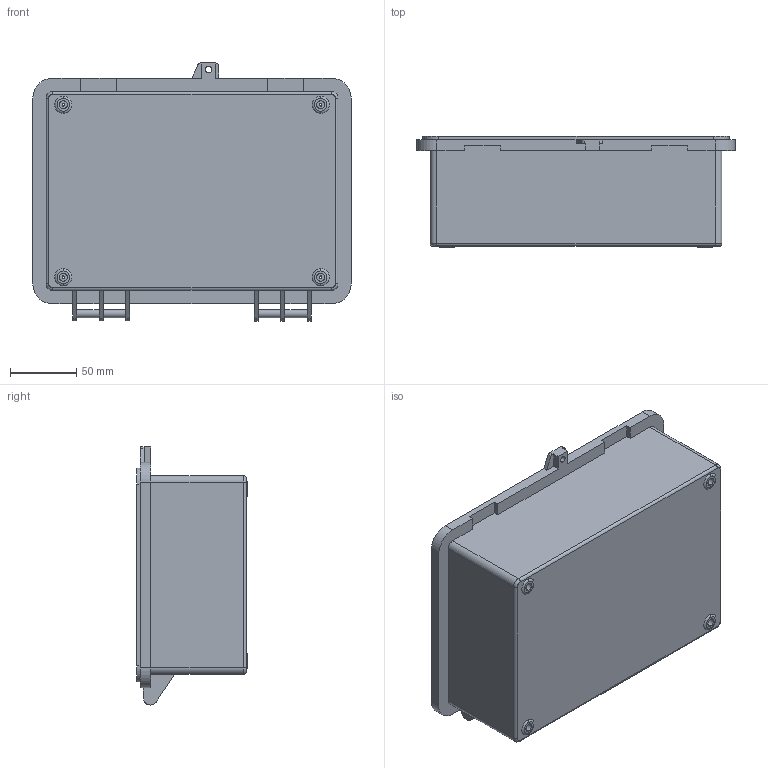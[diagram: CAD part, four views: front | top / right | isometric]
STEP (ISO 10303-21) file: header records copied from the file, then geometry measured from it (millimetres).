
FILE_DESCRIPTION (( 'STEP AP214' ), '1' );
FILE_NAME ('Boîtier_fond_original.STEP', '2020-11-02T10:16:31', ( '' ), ( '' ), 'SwSTEP 2.0', 'SolidWorks 2020', '' );
FILE_SCHEMA (( 'AUTOMOTIVE_DESIGN' ));
Length unit declared in the file: millimetre
Products named in the file (1): Boîtier_fond_original
Bounding box: 240 x 83.65 x 194.5 mm (x, y, z)
Volume: 282935.1 mm3; surface area: 233578.2 mm2
Topology: 1 solids, 1 shells, 498 faces, 1231 edges, 818 vertices
Faces by surface type: plane 359, cylinder 95, cone 32, torus 12
Entity records: 14759 total; most frequent: CARTESIAN_POINT 2548, DIRECTION 2507, ORIENTED_EDGE 2462, EDGE_CURVE 1231, LINE 953, VECTOR 953, VERTEX_POINT 818, AXIS2_PLACEMENT_3D 777
